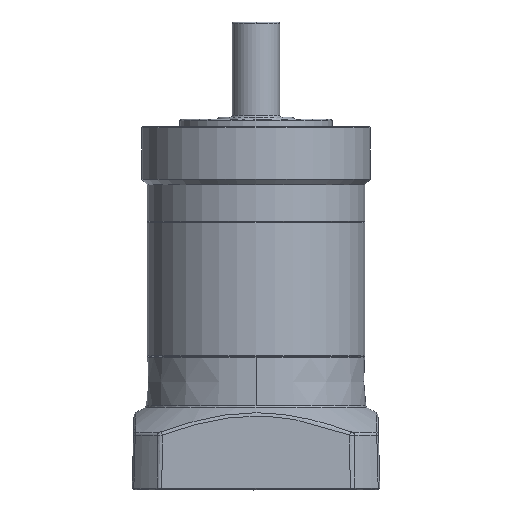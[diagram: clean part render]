
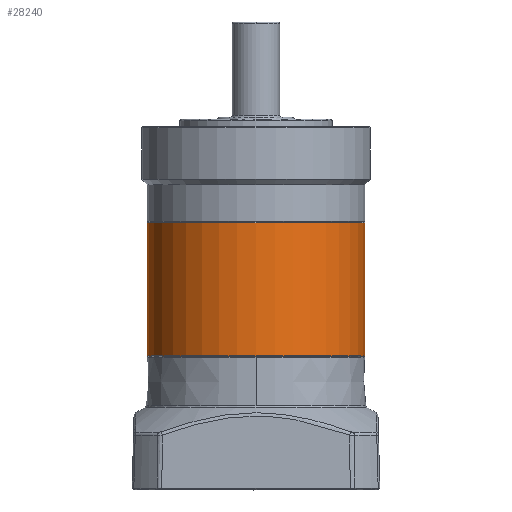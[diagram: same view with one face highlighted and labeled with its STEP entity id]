
A CAD part, front view. The second image highlights one B-rep face of the part: STEP entity #28240.
In plain terms, the highlighted cylindrical face has radius 57 mm (diameter 114 mm), a partial arc.
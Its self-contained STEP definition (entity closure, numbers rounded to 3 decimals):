
#1755 = DIRECTION ( 'NONE',  ( 0., 0., -1. ) ) ;
#2724 = DIRECTION ( 'NONE',  ( -1., 0., 0. ) ) ;
#2734 = DIRECTION ( 'NONE',  ( 0., 0., -1. ) ) ;
#2784 = CARTESIAN_POINT ( 'NONE',  ( 0., 0., 70.2 ) ) ;
#3078 = CIRCLE ( 'NONE', #26837, 57. ) ;
#4310 = DIRECTION ( 'NONE',  ( -1., 0., 0. ) ) ;
#4347 = DIRECTION ( 'NONE',  ( 0., 0., 1. ) ) ;
#4413 = CARTESIAN_POINT ( 'NONE',  ( 0., 0., 0.3 ) ) ;
#6248 = VERTEX_POINT ( 'NONE', #14770 ) ;
#7331 = CYLINDRICAL_SURFACE ( 'NONE', #12194, 57. ) ;
#7852 = VECTOR ( 'NONE', #21801, 1000. ) ;
#8195 = ORIENTED_EDGE ( 'NONE', *, *, #22350, .T. ) ;
#8427 = FACE_OUTER_BOUND ( 'NONE', #9694, .T. ) ;
#9092 = LINE ( 'NONE', #43083, #7852 ) ;
#9694 = EDGE_LOOP ( 'NONE', ( #38424, #8195, #45849, #43422, #38724 ) ) ;
#11093 = AXIS2_PLACEMENT_3D ( 'NONE', #4413, #4347, #4310 ) ;
#12194 = AXIS2_PLACEMENT_3D ( 'NONE', #34201, #33515, #33580 ) ;
#14770 = CARTESIAN_POINT ( 'NONE',  ( 0., -57., 70.2 ) ) ;
#17065 = EDGE_CURVE ( 'NONE', #40398, #38195, #44735, .T. ) ;
#19560 = DIRECTION ( 'NONE',  ( -1., 0., 0. ) ) ;
#19595 = DIRECTION ( 'NONE',  ( 0., 0., -1. ) ) ;
#19649 = CARTESIAN_POINT ( 'NONE',  ( 0., 0., 70.2 ) ) ;
#19763 = CARTESIAN_POINT ( 'NONE',  ( 57., 0., 70.5 ) ) ;
#21801 = DIRECTION ( 'NONE',  ( 0., 0., -1. ) ) ;
#22350 = EDGE_CURVE ( 'NONE', #42084, #6248, #3078, .T. ) ;
#22995 = AXIS2_PLACEMENT_3D ( 'NONE', #2784, #2734, #2724 ) ;
#23227 = CARTESIAN_POINT ( 'NONE',  ( -57., 0., 70.2 ) ) ;
#24481 = EDGE_CURVE ( 'NONE', #6248, #34268, #41833, .T. ) ;
#26837 = AXIS2_PLACEMENT_3D ( 'NONE', #19649, #19595, #19560 ) ;
#28240 = ADVANCED_FACE ( 'NONE', ( #8427 ), #7331, .T. ) ;
#29599 = CARTESIAN_POINT ( 'NONE',  ( -57., 0., 0.3 ) ) ;
#33515 = DIRECTION ( 'NONE',  ( 0., 0., -1. ) ) ;
#33580 = DIRECTION ( 'NONE',  ( -1., 0., 0. ) ) ;
#34201 = CARTESIAN_POINT ( 'NONE',  ( 0., 0., 70.5 ) ) ;
#34268 = VERTEX_POINT ( 'NONE', #23227 ) ;
#36159 = LINE ( 'NONE', #19763, #38455 ) ;
#37586 = CARTESIAN_POINT ( 'NONE',  ( 57., 0., 0.3 ) ) ;
#38195 = VERTEX_POINT ( 'NONE', #37586 ) ;
#38424 = ORIENTED_EDGE ( 'NONE', *, *, #45832, .F. ) ;
#38455 = VECTOR ( 'NONE', #1755, 1000. ) ;
#38724 = ORIENTED_EDGE ( 'NONE', *, *, #17065, .T. ) ;
#39759 = CARTESIAN_POINT ( 'NONE',  ( 57., 0., 70.2 ) ) ;
#40398 = VERTEX_POINT ( 'NONE', #29599 ) ;
#41833 = CIRCLE ( 'NONE', #22995, 57. ) ;
#42013 = EDGE_CURVE ( 'NONE', #34268, #40398, #9092, .T. ) ;
#42084 = VERTEX_POINT ( 'NONE', #39759 ) ;
#43083 = CARTESIAN_POINT ( 'NONE',  ( -57., 0., 70.5 ) ) ;
#43422 = ORIENTED_EDGE ( 'NONE', *, *, #42013, .T. ) ;
#44735 = CIRCLE ( 'NONE', #11093, 57. ) ;
#45832 = EDGE_CURVE ( 'NONE', #42084, #38195, #36159, .T. ) ;
#45849 = ORIENTED_EDGE ( 'NONE', *, *, #24481, .T. ) ;
